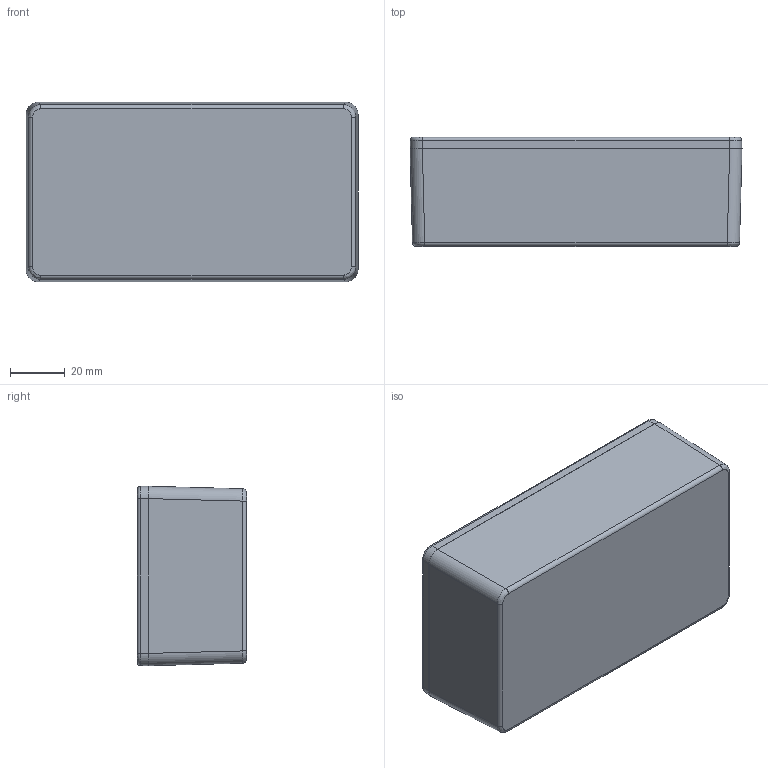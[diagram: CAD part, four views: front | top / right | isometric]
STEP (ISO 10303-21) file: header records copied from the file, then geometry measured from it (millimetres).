
FILE_DESCRIPTION(/* description */ (''),/* implementation_level */ '2;1');
FILE_NAME(/* name */ '1590N1.iam.stp',/* time_stamp */ '2014-07-28T13:49:53-04:00',/* author */ ('L.walsh'),/* organization */ (''),/* preprocessor_version */ 'ST-DEVELOPER v15.2',/* originating_system */ 'Autodesk Inventor 2014',/* authorisation */ '');
FILE_SCHEMA (('AUTOMOTIVE_DESIGN { 1 0 10303 214 3 1 1 }'));
Products named in the file (4): 1590N1 Box; 1590N-N1 Lid; #8927; 1590N1
Bounding box: 121.2 x 39.8 x 65.5 mm (x, y, z)
Volume: 63960 mm3; surface area: 59699.3 mm2
Topology: 6 solids, 6 shells, 353 faces, 911 edges, 594 vertices
Faces by surface type: plane 187, bspline 62, cylinder 61, cone 39, torus 4
Full cylindrical faces by diameter (mm): 2.642 x4, 3.378 x4, 4 x8
Entity records: 8918 total; most frequent: CARTESIAN_POINT 2377, ORIENTED_EDGE 1380, DIRECTION 1221, EDGE_CURVE 690, VERTEX_POINT 457, LINE 411, VECTOR 411, AXIS2_PLACEMENT_3D 405
